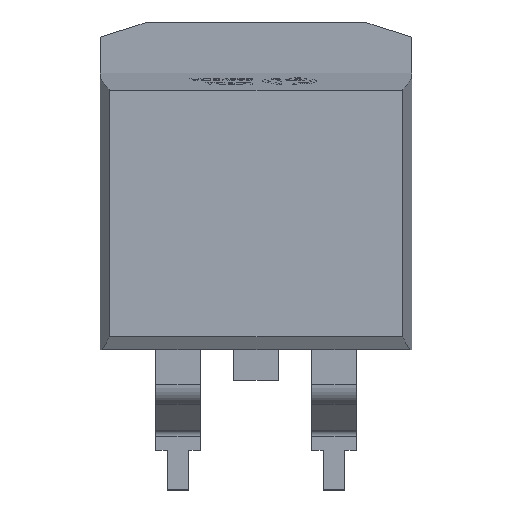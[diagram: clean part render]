
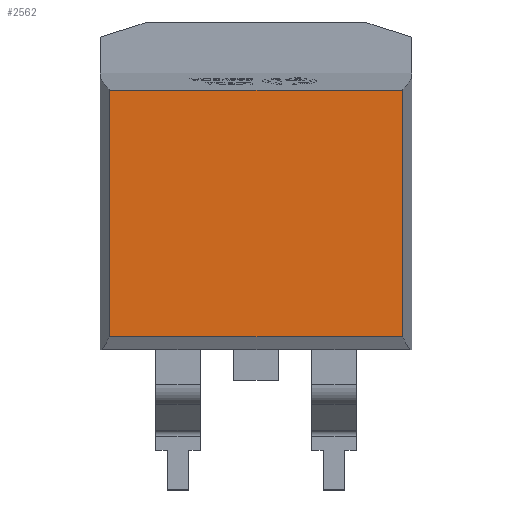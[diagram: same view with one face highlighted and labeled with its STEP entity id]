
A CAD part, top view. The second image highlights one B-rep face of the part: STEP entity #2562.
In plain terms, the highlighted planar face has unit normal (0, 0, 1).
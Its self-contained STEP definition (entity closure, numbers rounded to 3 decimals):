
#177 = ORIENTED_EDGE ( 'NONE', *, *, #10890, .T. ) ;
#535 = VERTEX_POINT ( 'NONE', #10161 ) ;
#733 = DIRECTION ( 'NONE',  ( -1., 0., 0. ) ) ;
#1910 = VECTOR ( 'NONE', #733, 1000. ) ;
#1952 = CARTESIAN_POINT ( 'NONE',  ( 4.76, 6.435, 4.4 ) ) ;
#1966 = DIRECTION ( 'NONE',  ( -1., 0., 0. ) ) ;
#2562 = ADVANCED_FACE ( 'NONE', ( #2822 ), #10420, .T. ) ;
#2822 = FACE_OUTER_BOUND ( 'NONE', #11100, .T. ) ;
#3744 = LINE ( 'NONE', #12453, #13891 ) ;
#3780 = LINE ( 'NONE', #4840, #7461 ) ;
#3965 = AXIS2_PLACEMENT_3D ( 'NONE', #8291, #12670, #11374 ) ;
#4060 = VECTOR ( 'NONE', #1966, 1000. ) ;
#4473 = VERTEX_POINT ( 'NONE', #1952 ) ;
#4840 = CARTESIAN_POINT ( 'NONE',  ( -4.76, 8.67, 4.4 ) ) ;
#5780 = EDGE_CURVE ( 'NONE', #4473, #535, #3744, .T. ) ;
#6488 = CARTESIAN_POINT ( 'NONE',  ( 5.08, -1.585, 4.4 ) ) ;
#6501 = ORIENTED_EDGE ( 'NONE', *, *, #5780, .F. ) ;
#6951 = DIRECTION ( 'NONE',  ( 0., -1., 0. ) ) ;
#7461 = VECTOR ( 'NONE', #9269, 1000. ) ;
#8007 = ORIENTED_EDGE ( 'NONE', *, *, #8879, .F. ) ;
#8291 = CARTESIAN_POINT ( 'NONE',  ( 0., 0., 4.4 ) ) ;
#8367 = CARTESIAN_POINT ( 'NONE',  ( 5.08, 6.435, 4.4 ) ) ;
#8879 = EDGE_CURVE ( 'NONE', #535, #12258, #10547, .T. ) ;
#9269 = DIRECTION ( 'NONE',  ( 0., -1., 0. ) ) ;
#9511 = LINE ( 'NONE', #8367, #4060 ) ;
#10161 = CARTESIAN_POINT ( 'NONE',  ( 4.76, -1.585, 4.4 ) ) ;
#10420 = PLANE ( 'NONE',  #3965 ) ;
#10547 = LINE ( 'NONE', #6488, #1910 ) ;
#10890 = EDGE_CURVE ( 'NONE', #13529, #12258, #3780, .T. ) ;
#10969 = ORIENTED_EDGE ( 'NONE', *, *, #11408, .T. ) ;
#11100 = EDGE_LOOP ( 'NONE', ( #177, #8007, #6501, #10969 ) ) ;
#11374 = DIRECTION ( 'NONE',  ( 1., 0., 0. ) ) ;
#11408 = EDGE_CURVE ( 'NONE', #4473, #13529, #9511, .T. ) ;
#11829 = CARTESIAN_POINT ( 'NONE',  ( -4.76, -1.585, 4.4 ) ) ;
#12258 = VERTEX_POINT ( 'NONE', #11829 ) ;
#12453 = CARTESIAN_POINT ( 'NONE',  ( 4.76, 8.67, 4.4 ) ) ;
#12670 = DIRECTION ( 'NONE',  ( 0., 0., 1. ) ) ;
#12819 = CARTESIAN_POINT ( 'NONE',  ( -4.76, 6.435, 4.4 ) ) ;
#13529 = VERTEX_POINT ( 'NONE', #12819 ) ;
#13891 = VECTOR ( 'NONE', #6951, 1000. ) ;
